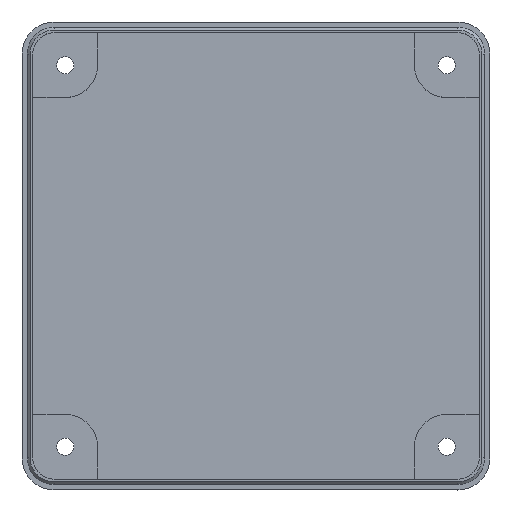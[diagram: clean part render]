
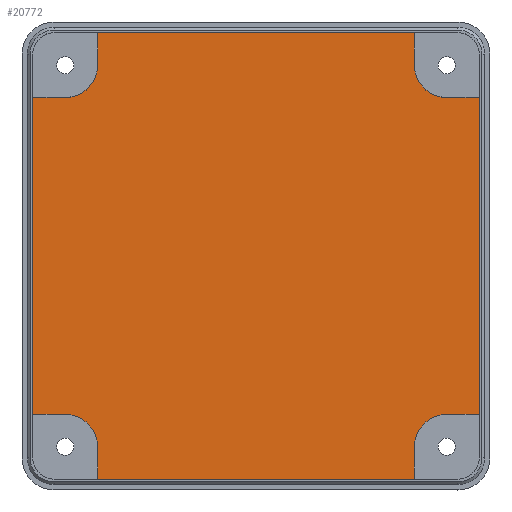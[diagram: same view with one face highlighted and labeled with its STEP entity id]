
A CAD part, top view. The second image highlights one B-rep face of the part: STEP entity #20772.
In plain terms, the highlighted planar face has unit normal (0, 0, 1).
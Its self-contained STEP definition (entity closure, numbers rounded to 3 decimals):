
#1881=CIRCLE('',#21998,6.);
#1885=CIRCLE('',#22009,6.);
#1889=CIRCLE('',#22016,6.);
#1890=CIRCLE('',#22017,6.);
#1977=FACE_OUTER_BOUND('',#3223,.T.);
#3223=EDGE_LOOP('',(#14843,#14844,#14845,#14846,#14847,#14848,#14849,#14850,
#14851,#14852,#14853,#14854,#14855,#14856,#14857,#14858));
#4815=LINE('',#29619,#6831);
#4818=LINE('',#29625,#6834);
#4825=LINE('',#29642,#6841);
#4829=LINE('',#29651,#6845);
#4834=LINE('',#29665,#6850);
#4839=LINE('',#29678,#6855);
#4840=LINE('',#29680,#6856);
#4841=LINE('',#29682,#6857);
#4842=LINE('',#29686,#6858);
#4843=LINE('',#29688,#6859);
#4844=LINE('',#29690,#6860);
#4845=LINE('',#29693,#6861);
#6831=VECTOR('',#23262,10.);
#6834=VECTOR('',#23267,10.);
#6841=VECTOR('',#23284,10.);
#6845=VECTOR('',#23290,10.);
#6850=VECTOR('',#23303,10.);
#6855=VECTOR('',#23316,10.);
#6856=VECTOR('',#23317,10.);
#6857=VECTOR('',#23318,10.);
#6858=VECTOR('',#23321,10.);
#6859=VECTOR('',#23322,10.);
#6860=VECTOR('',#23323,10.);
#6861=VECTOR('',#23326,10.);
#9287=VERTEX_POINT('',#29609);
#9288=VERTEX_POINT('',#29610);
#9291=VERTEX_POINT('',#29618);
#9293=VERTEX_POINT('',#29624);
#9298=VERTEX_POINT('',#29641);
#9301=VERTEX_POINT('',#29649);
#9302=VERTEX_POINT('',#29650);
#9305=VERTEX_POINT('',#29658);
#9307=VERTEX_POINT('',#29664);
#9312=VERTEX_POINT('',#29679);
#9313=VERTEX_POINT('',#29681);
#9314=VERTEX_POINT('',#29683);
#9315=VERTEX_POINT('',#29685);
#9316=VERTEX_POINT('',#29687);
#9317=VERTEX_POINT('',#29689);
#9318=VERTEX_POINT('',#29691);
#11467=EDGE_CURVE('',#9287,#9288,#1881,.T.);
#11471=EDGE_CURVE('',#9288,#9291,#4815,.T.);
#11474=EDGE_CURVE('',#9293,#9287,#4818,.T.);
#11483=EDGE_CURVE('',#9298,#9293,#4825,.T.);
#11487=EDGE_CURVE('',#9301,#9302,#4829,.T.);
#11491=EDGE_CURVE('',#9302,#9305,#1885,.T.);
#11494=EDGE_CURVE('',#9305,#9307,#4834,.T.);
#11501=EDGE_CURVE('',#9291,#9301,#4839,.T.);
#11502=EDGE_CURVE('',#9307,#9312,#4840,.T.);
#11503=EDGE_CURVE('',#9312,#9313,#4841,.T.);
#11504=EDGE_CURVE('',#9313,#9314,#1889,.T.);
#11505=EDGE_CURVE('',#9314,#9315,#4842,.T.);
#11506=EDGE_CURVE('',#9315,#9316,#4843,.T.);
#11507=EDGE_CURVE('',#9316,#9317,#4844,.T.);
#11508=EDGE_CURVE('',#9317,#9318,#1890,.T.);
#11509=EDGE_CURVE('',#9318,#9298,#4845,.T.);
#14843=ORIENTED_EDGE('',*,*,#11471,.T.);
#14844=ORIENTED_EDGE('',*,*,#11501,.T.);
#14845=ORIENTED_EDGE('',*,*,#11487,.T.);
#14846=ORIENTED_EDGE('',*,*,#11491,.T.);
#14847=ORIENTED_EDGE('',*,*,#11494,.T.);
#14848=ORIENTED_EDGE('',*,*,#11502,.T.);
#14849=ORIENTED_EDGE('',*,*,#11503,.T.);
#14850=ORIENTED_EDGE('',*,*,#11504,.T.);
#14851=ORIENTED_EDGE('',*,*,#11505,.T.);
#14852=ORIENTED_EDGE('',*,*,#11506,.T.);
#14853=ORIENTED_EDGE('',*,*,#11507,.T.);
#14854=ORIENTED_EDGE('',*,*,#11508,.T.);
#14855=ORIENTED_EDGE('',*,*,#11509,.T.);
#14856=ORIENTED_EDGE('',*,*,#11483,.T.);
#14857=ORIENTED_EDGE('',*,*,#11474,.T.);
#14858=ORIENTED_EDGE('',*,*,#11467,.T.);
#20175=PLANE('',#22015);
#20772=ADVANCED_FACE('',(#1977),#20175,.T.);
#21998=AXIS2_PLACEMENT_3D('',#29611,#23254,#23255);
#22009=AXIS2_PLACEMENT_3D('',#29659,#23296,#23297);
#22015=AXIS2_PLACEMENT_3D('',#29677,#23314,#23315);
#22016=AXIS2_PLACEMENT_3D('',#29684,#23319,#23320);
#22017=AXIS2_PLACEMENT_3D('',#29692,#23324,#23325);
#23254=DIRECTION('center_axis',(0.,0.,
-1.));
#23255=DIRECTION('ref_axis',(-0.847,-0.532,0.));
#23262=DIRECTION('',(-1.,0.,0.));
#23267=DIRECTION('',(0.,-1.,0.));
#23284=DIRECTION('',(-1.,0.,0.));
#23290=DIRECTION('',(1.,0.,0.));
#23296=DIRECTION('center_axis',(0.,0.,
-1.));
#23297=DIRECTION('ref_axis',(0.532,-0.847,0.));
#23303=DIRECTION('',(0.,-1.,0.));
#23314=DIRECTION('center_axis',(0.,0.,
1.));
#23315=DIRECTION('ref_axis',(-1.,0.,0.));
#23316=DIRECTION('',(0.,-1.,0.));
#23317=DIRECTION('',(1.,0.,0.));
#23318=DIRECTION('',(0.,1.,0.));
#23319=DIRECTION('center_axis',(0.,0.,
-1.));
#23320=DIRECTION('ref_axis',(0.847,0.532,0.));
#23321=DIRECTION('',(1.,0.,0.));
#23322=DIRECTION('',(0.,1.,0.));
#23323=DIRECTION('',(-1.,0.,0.));
#23324=DIRECTION('center_axis',(0.,0.,
-1.));
#23325=DIRECTION('ref_axis',(-0.532,0.847,0.));
#23326=DIRECTION('',(0.,1.,0.));
#29609=CARTESIAN_POINT('',(125.605,58.837,-3.453));
#29610=CARTESIAN_POINT('',(119.605,52.837,-3.453));
#29611=CARTESIAN_POINT('Origin',(119.605,58.837,-3.453));
#29618=CARTESIAN_POINT('',(113.525,52.837,-3.453));
#29619=CARTESIAN_POINT('',(134.345,52.837,-3.453));
#29624=CARTESIAN_POINT('',(125.605,64.917,-3.453));
#29625=CARTESIAN_POINT('',(125.605,41.057,-3.453));
#29641=CARTESIAN_POINT('',(184.725,64.917,-3.453));
#29642=CARTESIAN_POINT('',(136.345,64.917,-3.453));
#29649=CARTESIAN_POINT('',(113.525,-6.283,-3.453));
#29650=CARTESIAN_POINT('',(119.605,-6.283,-3.453));
#29651=CARTESIAN_POINT('',(137.385,-6.283,-3.453));
#29658=CARTESIAN_POINT('',(125.605,-12.283,-3.453));
#29659=CARTESIAN_POINT('Origin',(119.605,-12.283,-3.453));
#29664=CARTESIAN_POINT('',(125.605,-18.363,-3.453));
#29665=CARTESIAN_POINT('',(125.605,2.457,-3.453));
#29677=CARTESIAN_POINT('Origin',(155.165,23.277,-3.453));
#29678=CARTESIAN_POINT('',(113.525,4.457,-3.453));
#29679=CARTESIAN_POINT('',(184.725,-18.363,-3.453));
#29680=CARTESIAN_POINT('',(173.985,-18.363,-3.453));
#29681=CARTESIAN_POINT('',(184.725,-12.283,-3.453));
#29682=CARTESIAN_POINT('',(184.725,5.497,-3.453));
#29683=CARTESIAN_POINT('',(190.725,-6.283,-3.453));
#29684=CARTESIAN_POINT('Origin',(190.725,-12.283,-3.453));
#29685=CARTESIAN_POINT('',(196.805,-6.283,-3.453));
#29686=CARTESIAN_POINT('',(175.985,-6.283,-3.453));
#29687=CARTESIAN_POINT('',(196.805,52.837,-3.453));
#29688=CARTESIAN_POINT('',(196.805,42.097,-3.453));
#29689=CARTESIAN_POINT('',(190.725,52.837,-3.453));
#29690=CARTESIAN_POINT('',(172.945,52.837,-3.453));
#29691=CARTESIAN_POINT('',(184.725,58.837,-3.453));
#29692=CARTESIAN_POINT('Origin',(190.725,58.837,-3.453));
#29693=CARTESIAN_POINT('',(184.725,44.097,-3.453));
